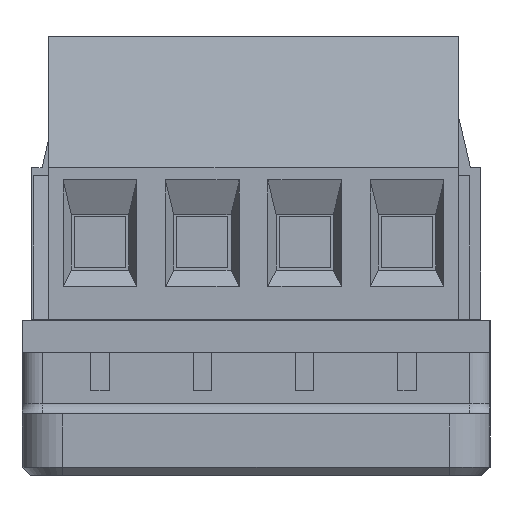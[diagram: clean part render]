
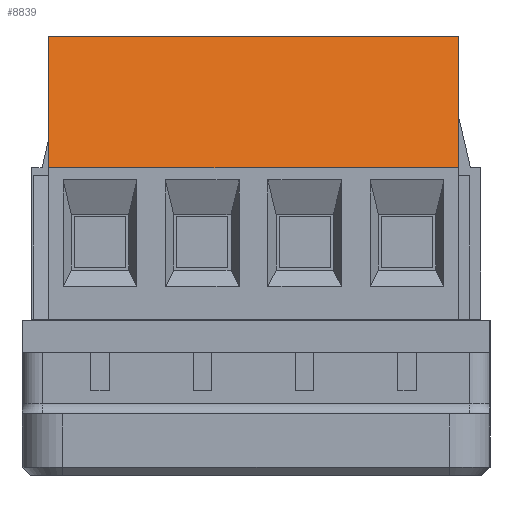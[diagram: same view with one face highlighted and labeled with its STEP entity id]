
A CAD part, left-side view. The second image highlights one B-rep face of the part: STEP entity #8839.
In plain terms, the highlighted face is planar.
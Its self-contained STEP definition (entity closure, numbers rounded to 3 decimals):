
#786=FACE_OUTER_BOUND('',#1297,.T.);
#1297=EDGE_LOOP('',(#6324,#6325,#6326,#6327));
#2025=LINE('',#13469,#2920);
#2036=LINE('',#13491,#2931);
#2037=LINE('',#13493,#2932);
#2038=LINE('',#13494,#2933);
#2920=VECTOR('',#10885,1.);
#2931=VECTOR('',#10898,1.);
#2932=VECTOR('',#10899,1.);
#2933=VECTOR('',#10900,1.);
#3744=VERTEX_POINT('',#13467);
#3745=VERTEX_POINT('',#13468);
#3755=VERTEX_POINT('',#13490);
#3756=VERTEX_POINT('',#13492);
#4667=EDGE_CURVE('',#3744,#3745,#2025,.T.);
#4678=EDGE_CURVE('',#3744,#3755,#2036,.T.);
#4679=EDGE_CURVE('',#3745,#3756,#2037,.T.);
#4680=EDGE_CURVE('',#3755,#3756,#2038,.T.);
#6324=ORIENTED_EDGE('',*,*,#4678,.F.);
#6325=ORIENTED_EDGE('',*,*,#4667,.T.);
#6326=ORIENTED_EDGE('',*,*,#4679,.T.);
#6327=ORIENTED_EDGE('',*,*,#4680,.F.);
#8139=PLANE('',#9470);
#8839=ADVANCED_FACE('',(#786),#8139,.F.);
#9470=AXIS2_PLACEMENT_3D('',#13489,#10896,#10897);
#10885=DIRECTION('',(0.,-0.228,-0.974));
#10896=DIRECTION('center_axis',(0.,0.974,-0.228));
#10897=DIRECTION('ref_axis',(0.,-0.228,-0.974));
#10898=DIRECTION('',(1.,0.,0.));
#10899=DIRECTION('',(1.,0.,0.));
#10900=DIRECTION('',(0.,-0.228,-0.974));
#13467=CARTESIAN_POINT('',(-2.5,-2.6,13.8));
#13468=CARTESIAN_POINT('',(-2.5,-4.1,7.4));
#13469=CARTESIAN_POINT('',(-2.5,-2.6,13.8));
#13489=CARTESIAN_POINT('Origin',(-2.5,-2.6,13.8));
#13490=CARTESIAN_POINT('',(17.5,-2.6,13.8));
#13491=CARTESIAN_POINT('',(-2.5,-2.6,13.8));
#13492=CARTESIAN_POINT('',(17.5,-4.1,7.4));
#13493=CARTESIAN_POINT('',(-2.5,-4.1,7.4));
#13494=CARTESIAN_POINT('',(17.5,-2.6,13.8));
